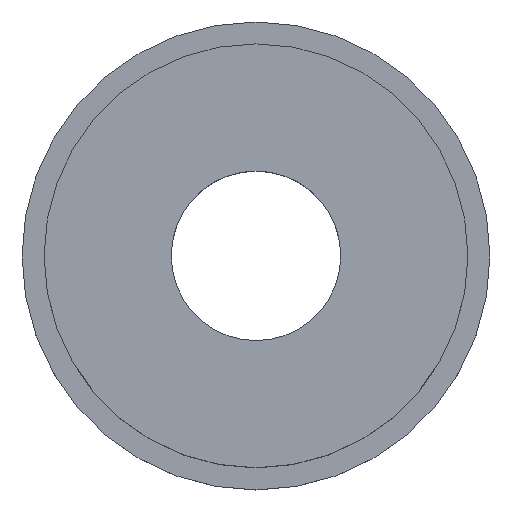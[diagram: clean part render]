
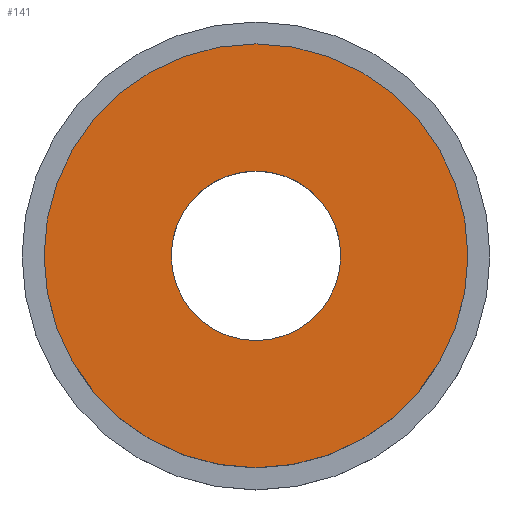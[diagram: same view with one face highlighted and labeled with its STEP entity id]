
A CAD part, top view. The second image highlights one B-rep face of the part: STEP entity #141.
In plain terms, the highlighted planar face has unit normal (0, 0, 1).
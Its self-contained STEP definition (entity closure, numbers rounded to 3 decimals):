
#37=CARTESIAN_POINT('POINT5',(0.313,0.,0.154));
#38=VERTEX_POINT('VERTEX5',#37);
#46=CARTESIAN_POINT('POINT6',(-0.313,0.,
   0.154));
#47=VERTEX_POINT('VERTEX6',#46);
#54=CARTESIAN_POINT('POS6',(0.,0.,0.154));
#55=DIRECTION('DIR9',(0.,0.,-1.));
#56=DIRECTION('DIR10',(1.,0.,0.));
#57=AXIS2_PLACEMENT_3D('AXIS4',#54,#55,#56);
#58=CIRCLE('ELLIPSE3',#57,0.313);
#59=EDGE_CURVE('EDGE7',#47,#38,#58,.T.);
#70=EDGE_CURVE('EDGE8',#38,#47,#58,.T.);
#117=ORIENTED_EDGE('COEDGE21',*,*,#70,.F.);
#118=ORIENTED_EDGE('COEDGE22',*,*,#59,.F.);
#119=EDGE_LOOP('NONE',(#117,#118));
#120=FACE_BOUND('LOOP1',#119,.T.);
#121=CARTESIAN_POINT('POINT9',(-0.125,0.,0.154));
#122=VERTEX_POINT('VERTEX9',#121);
#123=CARTESIAN_POINT('POINT10',(0.125,0.,
   0.154));
#124=VERTEX_POINT('VERTEX10',#123);
#125=CARTESIAN_POINT('POS12',(0.,0.,0.154));
#126=DIRECTION('DIR19',(0.,0.,1.));
#127=DIRECTION('DIR20',(-1.,0.,0.));
#128=AXIS2_PLACEMENT_3D('AXIS8',#125,#126,#127);
#129=CIRCLE('ELLIPSE5',#128,0.125);
#130=EDGE_CURVE('EDGE13',#122,#124,#129,.T.);
#131=ORIENTED_EDGE('COEDGE23',*,*,#130,.F.);
#132=EDGE_CURVE('EDGE14',#124,#122,#129,.T.);
#133=ORIENTED_EDGE('COEDGE24',*,*,#132,.F.);
#134=EDGE_LOOP('NONE',(#131,#133));
#135=FACE_BOUND('LOOP1',#134,.T.);
#136=CARTESIAN_POINT('POS13',(0.,0.,0.154));
#137=DIRECTION('DIR21',(0.,0.,1.));
#138=DIRECTION('DIR22',(1.,0.,0.));
#139=AXIS2_PLACEMENT_3D('AXIS9',#136,#137,#138);
#140=PLANE('PLANE2',#139);
#141=ADVANCED_FACE('FACE6',(#120,#135),#140,.T.);
